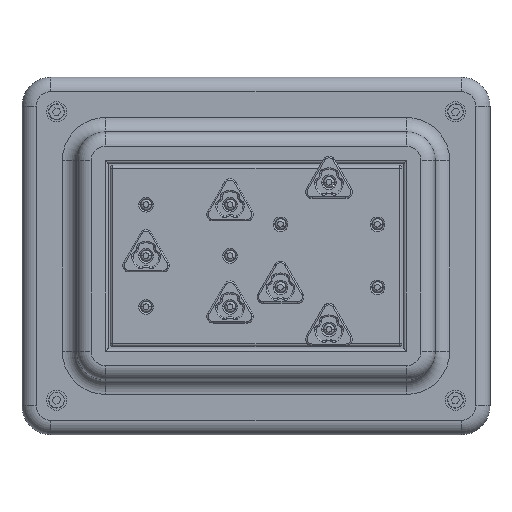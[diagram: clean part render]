
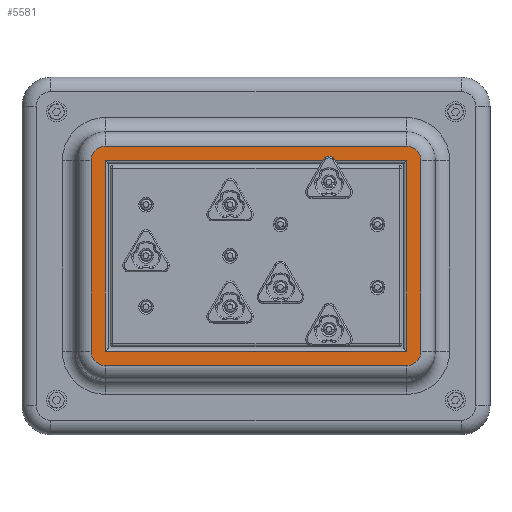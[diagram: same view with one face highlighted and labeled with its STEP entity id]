
A CAD part, top view. The second image highlights one B-rep face of the part: STEP entity #5581.
In plain terms, the highlighted planar face has unit normal (0, 0, 1).
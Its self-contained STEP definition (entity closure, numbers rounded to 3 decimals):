
#21 = VECTOR ( 'NONE', #5410, 1000. ) ;
#152 = VECTOR ( 'NONE', #1945, 1000. ) ;
#644 = ORIENTED_EDGE ( 'NONE', *, *, #2542, .T. ) ;
#744 = VERTEX_POINT ( 'NONE', #908 ) ;
#826 = DIRECTION ( 'NONE',  ( 1., 0., 0. ) ) ;
#877 = DIRECTION ( 'NONE',  ( 0., 0., 1. ) ) ;
#908 = CARTESIAN_POINT ( 'NONE',  ( 57.3, -33.1, 22. ) ) ;
#1013 = VERTEX_POINT ( 'NONE', #7064 ) ;
#1220 = VECTOR ( 'NONE', #10139, 1000. ) ;
#1284 = DIRECTION ( 'NONE',  ( 0., -1., 0. ) ) ;
#1368 = ORIENTED_EDGE ( 'NONE', *, *, #6006, .T. ) ;
#1555 = DIRECTION ( 'NONE',  ( 0., 1., 0. ) ) ;
#1641 = CIRCLE ( 'NONE', #6331, 5. ) ;
#1749 = VECTOR ( 'NONE', #1284, 1000. ) ;
#1945 = DIRECTION ( 'NONE',  ( 0., 1., 0. ) ) ;
#2298 = DIRECTION ( 'NONE',  ( 1., 0., 0. ) ) ;
#2412 = EDGE_CURVE ( 'NONE', #10011, #1013, #6943, .T. ) ;
#2490 = LINE ( 'NONE', #10135, #21 ) ;
#2524 = DIRECTION ( 'NONE',  ( 1., 0., 0. ) ) ;
#2542 = EDGE_CURVE ( 'NONE', #6707, #6509, #1641, .T. ) ;
#2742 = VERTEX_POINT ( 'NONE', #3406 ) ;
#2743 = EDGE_LOOP ( 'NONE', ( #1368, #2978, #4890, #4605 ) ) ;
#2788 = ORIENTED_EDGE ( 'NONE', *, *, #4614, .T. ) ;
#2792 = EDGE_CURVE ( 'NONE', #5819, #6707, #3836, .T. ) ;
#2797 = AXIS2_PLACEMENT_3D ( 'NONE', #2992, #8437, #8464 ) ;
#2817 = EDGE_LOOP ( 'NONE', ( #2788, #2879, #4377, #6130, #5450, #5574, #7189, #644 ) ) ;
#2864 = LINE ( 'NONE', #7633, #7040 ) ;
#2879 = ORIENTED_EDGE ( 'NONE', *, *, #6920, .T. ) ;
#2978 = ORIENTED_EDGE ( 'NONE', *, *, #9862, .T. ) ;
#2992 = CARTESIAN_POINT ( 'NONE',  ( -52.3, 33.1, 22. ) ) ;
#3095 = DIRECTION ( 'NONE',  ( 1., 0., 0. ) ) ;
#3149 = DIRECTION ( 'NONE',  ( 0., 0., 1. ) ) ;
#3199 = VERTEX_POINT ( 'NONE', #8539 ) ;
#3406 = CARTESIAN_POINT ( 'NONE',  ( 52.3, -38.1, 22. ) ) ;
#3751 = AXIS2_PLACEMENT_3D ( 'NONE', #9376, #3149, #2298 ) ;
#3836 = LINE ( 'NONE', #7300, #1749 ) ;
#3917 = CARTESIAN_POINT ( 'NONE',  ( 0., 33.1, 22. ) ) ;
#3951 = EDGE_CURVE ( 'NONE', #7088, #10011, #2490, .T. ) ;
#4022 = VERTEX_POINT ( 'NONE', #4966 ) ;
#4137 = VECTOR ( 'NONE', #826, 1000. ) ;
#4247 = CARTESIAN_POINT ( 'NONE',  ( 52.3, -33.1, 22. ) ) ;
#4281 = CARTESIAN_POINT ( 'NONE',  ( -52.3, 0., 22. ) ) ;
#4291 = CARTESIAN_POINT ( 'NONE',  ( -52.3, -38.1, 22. ) ) ;
#4377 = ORIENTED_EDGE ( 'NONE', *, *, #6695, .T. ) ;
#4605 = ORIENTED_EDGE ( 'NONE', *, *, #2412, .T. ) ;
#4614 = EDGE_CURVE ( 'NONE', #6509, #2742, #8332, .T. ) ;
#4704 = CARTESIAN_POINT ( 'NONE',  ( 0., -38.1, 22. ) ) ;
#4784 = LINE ( 'NONE', #3917, #7120 ) ;
#4890 = ORIENTED_EDGE ( 'NONE', *, *, #3951, .T. ) ;
#4966 = CARTESIAN_POINT ( 'NONE',  ( 52.3, 38.1, 22. ) ) ;
#4997 = DIRECTION ( 'NONE',  ( 0., 0., 1. ) ) ;
#5160 = FACE_BOUND ( 'NONE', #2743, .T. ) ;
#5349 = CARTESIAN_POINT ( 'NONE',  ( 0., 38.1, 22. ) ) ;
#5369 = EDGE_CURVE ( 'NONE', #4022, #8562, #8850, .T. ) ;
#5410 = DIRECTION ( 'NONE',  ( -1., 0., 0. ) ) ;
#5450 = ORIENTED_EDGE ( 'NONE', *, *, #5369, .T. ) ;
#5574 = ORIENTED_EDGE ( 'NONE', *, *, #7291, .T. ) ;
#5581 = ADVANCED_FACE ( 'NONE', ( #5160, #9329 ), #6531, .T. ) ;
#5715 = CARTESIAN_POINT ( 'NONE',  ( 0., 0., 22. ) ) ;
#5819 = VERTEX_POINT ( 'NONE', #9231 ) ;
#5988 = CIRCLE ( 'NONE', #2797, 5. ) ;
#6006 = EDGE_CURVE ( 'NONE', #1013, #6670, #4784, .T. ) ;
#6130 = ORIENTED_EDGE ( 'NONE', *, *, #6226, .T. ) ;
#6226 = EDGE_CURVE ( 'NONE', #3199, #4022, #9333, .T. ) ;
#6305 = CARTESIAN_POINT ( 'NONE',  ( -52.3, -33.1, 22. ) ) ;
#6331 = AXIS2_PLACEMENT_3D ( 'NONE', #7414, #4997, #9082 ) ;
#6423 = CARTESIAN_POINT ( 'NONE',  ( 52.3, -33.1, 22. ) ) ;
#6435 = AXIS2_PLACEMENT_3D ( 'NONE', #5715, #8823, #8897 ) ;
#6509 = VERTEX_POINT ( 'NONE', #4291 ) ;
#6531 = PLANE ( 'NONE',  #6435 ) ;
#6670 = VERTEX_POINT ( 'NONE', #6993 ) ;
#6695 = EDGE_CURVE ( 'NONE', #744, #3199, #8981, .T. ) ;
#6707 = VERTEX_POINT ( 'NONE', #8554 ) ;
#6889 = CARTESIAN_POINT ( 'NONE',  ( -52.3, 38.1, 22. ) ) ;
#6920 = EDGE_CURVE ( 'NONE', #2742, #744, #7847, .T. ) ;
#6943 = LINE ( 'NONE', #4281, #152 ) ;
#6993 = CARTESIAN_POINT ( 'NONE',  ( 52.3, 33.1, 22. ) ) ;
#7040 = VECTOR ( 'NONE', #9242, 1000. ) ;
#7064 = CARTESIAN_POINT ( 'NONE',  ( -52.3, 33.1, 22. ) ) ;
#7088 = VERTEX_POINT ( 'NONE', #4247 ) ;
#7120 = VECTOR ( 'NONE', #3095, 1000. ) ;
#7189 = ORIENTED_EDGE ( 'NONE', *, *, #2792, .T. ) ;
#7291 = EDGE_CURVE ( 'NONE', #8562, #5819, #5988, .T. ) ;
#7300 = CARTESIAN_POINT ( 'NONE',  ( -57.3, 0., 22. ) ) ;
#7414 = CARTESIAN_POINT ( 'NONE',  ( -52.3, -33.1, 22. ) ) ;
#7633 = CARTESIAN_POINT ( 'NONE',  ( 52.3, 0., 22. ) ) ;
#7847 = CIRCLE ( 'NONE', #9840, 5. ) ;
#8225 = VECTOR ( 'NONE', #1555, 1000. ) ;
#8332 = LINE ( 'NONE', #4704, #4137 ) ;
#8437 = DIRECTION ( 'NONE',  ( 0., 0., 1. ) ) ;
#8464 = DIRECTION ( 'NONE',  ( 1., 0., 0. ) ) ;
#8539 = CARTESIAN_POINT ( 'NONE',  ( 57.3, 33.1, 22. ) ) ;
#8554 = CARTESIAN_POINT ( 'NONE',  ( -57.3, -33.1, 22. ) ) ;
#8562 = VERTEX_POINT ( 'NONE', #6889 ) ;
#8823 = DIRECTION ( 'NONE',  ( 0., 0., 1. ) ) ;
#8850 = LINE ( 'NONE', #5349, #1220 ) ;
#8897 = DIRECTION ( 'NONE',  ( 1., 0., 0. ) ) ;
#8981 = LINE ( 'NONE', #9430, #8225 ) ;
#9082 = DIRECTION ( 'NONE',  ( 1., 0., 0. ) ) ;
#9231 = CARTESIAN_POINT ( 'NONE',  ( -57.3, 33.1, 22. ) ) ;
#9242 = DIRECTION ( 'NONE',  ( 0., -1., 0. ) ) ;
#9329 = FACE_OUTER_BOUND ( 'NONE', #2817, .T. ) ;
#9333 = CIRCLE ( 'NONE', #3751, 5. ) ;
#9376 = CARTESIAN_POINT ( 'NONE',  ( 52.3, 33.1, 22. ) ) ;
#9430 = CARTESIAN_POINT ( 'NONE',  ( 57.3, 0., 22. ) ) ;
#9840 = AXIS2_PLACEMENT_3D ( 'NONE', #6423, #877, #2524 ) ;
#9862 = EDGE_CURVE ( 'NONE', #6670, #7088, #2864, .T. ) ;
#10011 = VERTEX_POINT ( 'NONE', #6305 ) ;
#10135 = CARTESIAN_POINT ( 'NONE',  ( 0., -33.1, 22. ) ) ;
#10139 = DIRECTION ( 'NONE',  ( -1., 0., 0. ) ) ;
